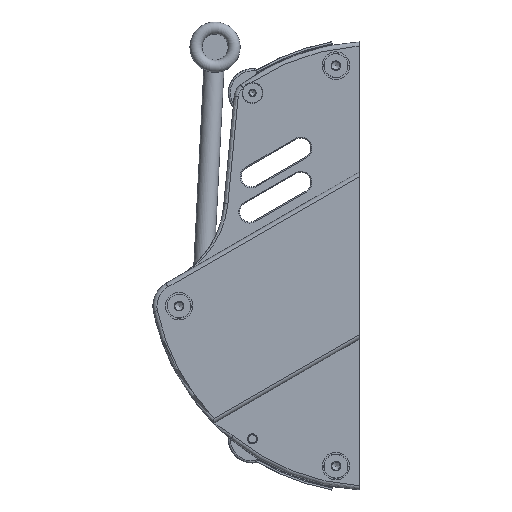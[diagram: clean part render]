
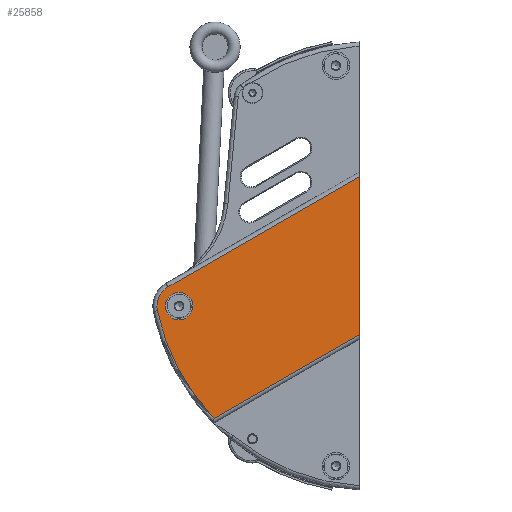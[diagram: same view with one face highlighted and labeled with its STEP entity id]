
A CAD part, left-side view. The second image highlights one B-rep face of the part: STEP entity #25858.
In plain terms, the highlighted planar face has unit normal (-1, 0, 0).
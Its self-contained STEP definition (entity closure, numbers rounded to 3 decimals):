
#2237=FACE_BOUND('',#5334,.T.);
#2438=PLANE('',#28312);
#3641=FACE_OUTER_BOUND('',#5333,.T.);
#5333=EDGE_LOOP('',(#20443,#20444,#20445,#20446,#20447));
#5334=EDGE_LOOP('',(#20448));
#6784=LINE('',#45983,#8197);
#6845=LINE('',#46392,#8258);
#6846=LINE('',#46394,#8259);
#8197=VECTOR('',#33129,10.);
#8258=VECTOR('',#33416,10.);
#8259=VECTOR('',#33417,10.);
#9958=CIRCLE('',#28313,11.);
#9959=CIRCLE('',#28314,109.55);
#9960=CIRCLE('',#28315,6.45);
#11494=VERTEX_POINT('',#45980);
#11495=VERTEX_POINT('',#45982);
#11575=VERTEX_POINT('',#46391);
#11576=VERTEX_POINT('',#46393);
#11577=VERTEX_POINT('',#46395);
#11578=VERTEX_POINT('',#46398);
#14661=EDGE_CURVE('',#11495,#11494,#6784,.T.);
#14798=EDGE_CURVE('',#11495,#11575,#6845,.T.);
#14799=EDGE_CURVE('',#11576,#11494,#6846,.T.);
#14800=EDGE_CURVE('',#11577,#11576,#9958,.T.);
#14801=EDGE_CURVE('',#11575,#11577,#9959,.T.);
#14802=EDGE_CURVE('',#11578,#11578,#9960,.T.);
#20443=ORIENTED_EDGE('',*,*,#14798,.F.);
#20444=ORIENTED_EDGE('',*,*,#14661,.T.);
#20445=ORIENTED_EDGE('',*,*,#14799,.F.);
#20446=ORIENTED_EDGE('',*,*,#14800,.F.);
#20447=ORIENTED_EDGE('',*,*,#14801,.F.);
#20448=ORIENTED_EDGE('',*,*,#14802,.T.);
#25858=ADVANCED_FACE('',(#3641,#2237),#2438,.F.);
#28312=AXIS2_PLACEMENT_3D('',#46390,#33414,#33415);
#28313=AXIS2_PLACEMENT_3D('',#46396,#33418,#33419);
#28314=AXIS2_PLACEMENT_3D('',#46397,#33420,#33421);
#28315=AXIS2_PLACEMENT_3D('',#46399,#33422,#33423);
#33129=DIRECTION('',(0.,0.,1.));
#33414=DIRECTION('center_axis',(1.,0.,0.));
#33415=DIRECTION('ref_axis',(0.,0.,
-1.));
#33416=DIRECTION('',(0.,0.866,-0.5));
#33417=DIRECTION('',(0.,-0.866,0.5));
#33418=DIRECTION('center_axis',(1.,0.,0.));
#33419=DIRECTION('ref_axis',(0.,0.913,0.409));
#33420=DIRECTION('center_axis',(1.,0.,0.));
#33421=DIRECTION('ref_axis',(0.,0.882,-0.472));
#33422=DIRECTION('center_axis',(1.,0.,0.));
#33423=DIRECTION('ref_axis',(0.,-0.497,-0.868));
#45980=CARTESIAN_POINT('',(-22.,0.,64.375));
#45982=CARTESIAN_POINT('',(-22.,0.,-14.145));
#45983=CARTESIAN_POINT('',(-22.,0.,131.33));
#46390=CARTESIAN_POINT('Origin',(-22.,65.847,58.693));
#46391=CARTESIAN_POINT('',(-22.,72.113,-55.779));
#46392=CARTESIAN_POINT('',(-22.,45.654,-40.503));
#46393=CARTESIAN_POINT('',(-22.,95.,9.526));
#46394=CARTESIAN_POINT('',(-22.,70.259,23.81));
#46395=CARTESIAN_POINT('',(-22.,100.271,-2.232));
#46396=CARTESIAN_POINT('Origin',(-22.,89.5,0.));
#46397=CARTESIAN_POINT('Origin',(-22.,-6.999,20.));
#46398=CARTESIAN_POINT('',(-22.,92.704,5.598));
#46399=CARTESIAN_POINT('Origin',(-22.,89.5,0.));
